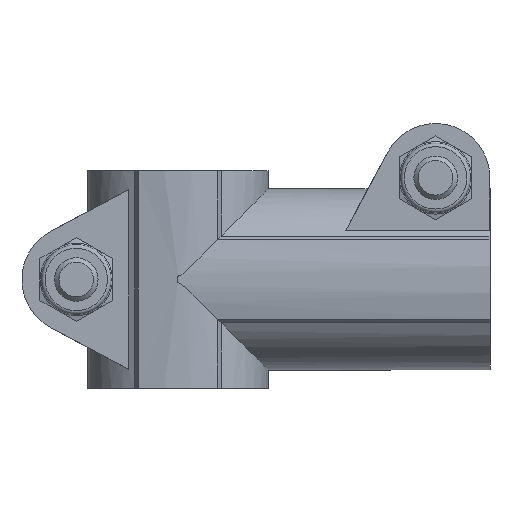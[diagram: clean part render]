
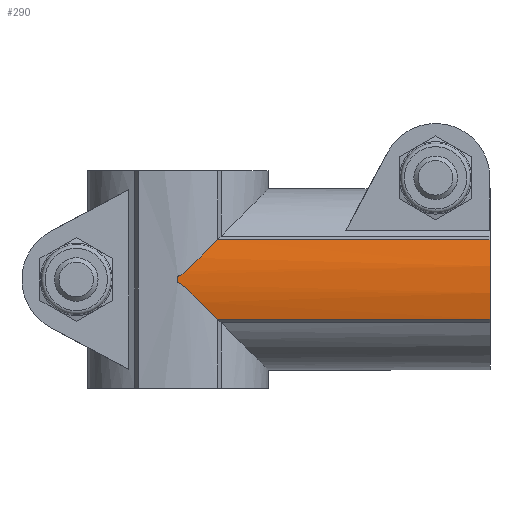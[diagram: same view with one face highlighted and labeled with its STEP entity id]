
A CAD part, front view. The second image highlights one B-rep face of the part: STEP entity #290.
In plain terms, the highlighted cylindrical face has radius 21.5 mm (diameter 43 mm), a partial arc.
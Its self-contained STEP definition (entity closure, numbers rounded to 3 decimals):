
#290 = ADVANCED_FACE( '', ( #718 ), #719, .T. );
#718 = FACE_OUTER_BOUND( '', #1307, .T. );
#719 = CYLINDRICAL_SURFACE( '', #1308, 21.5 );
#1307 = EDGE_LOOP( '', ( #2103, #2104, #2105, #2106, #2107, #2108 ) );
#1308 = AXIS2_PLACEMENT_3D( '', #2109, #2110, #2111 );
#2103 = ORIENTED_EDGE( '', *, *, #3420, .F. );
#2104 = ORIENTED_EDGE( '', *, *, #3421, .T. );
#2105 = ORIENTED_EDGE( '', *, *, #3422, .F. );
#2106 = ORIENTED_EDGE( '', *, *, #3378, .F. );
#2107 = ORIENTED_EDGE( '', *, *, #3423, .F. );
#2108 = ORIENTED_EDGE( '', *, *, #3424, .T. );
#2109 = CARTESIAN_POINT( '', ( 43., 9., 15. ) );
#2110 = DIRECTION( '', ( 1., 0., 0. ) );
#2111 = DIRECTION( '', ( 0., 0., 1. ) );
#3378 = EDGE_CURVE( '', #4049, #4043, #4051, .T. );
#3420 = EDGE_CURVE( '', #4119, #4120, #4121, .T. );
#3421 = EDGE_CURVE( '', #4119, #4122, #4123, .T. );
#3422 = EDGE_CURVE( '', #4043, #4122, #4124, .T. );
#3423 = EDGE_CURVE( '', #4125, #4049, #4126, .T. );
#3424 = EDGE_CURVE( '', #4125, #4120, #4127, .T. );
#4043 = VERTEX_POINT( '', #5091 );
#4049 = VERTEX_POINT( '', #5099 );
#4051 = LINE( '', #5102, #5103 );
#4119 = VERTEX_POINT( '', #5203 );
#4120 = VERTEX_POINT( '', #5204 );
#4121 = B_SPLINE_CURVE_WITH_KNOTS( '', 3, ( #5205, #5206, #5207, #5208, #5209, #5210, #5211, #5212, #5213, #5214, #5215, #5216, #5217, #5218 ), .UNSPECIFIED., .F., .F., ( 4, 2, 2, 2, 2, 2, 4 ), ( 0., 0., 0., 0.001, 0.002, 0.004, 0.008 ), .UNSPECIFIED. );
#4122 = VERTEX_POINT( '', #5219 );
#4123 = B_SPLINE_CURVE_WITH_KNOTS( '', 3, ( #5220, #5221, #5222, #5223 ), .UNSPECIFIED., .F., .F., ( 4, 4 ), ( 0., 1. ), .UNSPECIFIED. );
#4124 = B_SPLINE_CURVE_WITH_KNOTS( '', 3, ( #5224, #5225, #5226, #5227, #5228, #5229, #5230, #5231, #5232, #5233, #5234, #5235, #5236, #5237 ), .UNSPECIFIED., .F., .F., ( 4, 2, 2, 2, 2, 2, 4 ), ( 0., 0.004, 0.006, 0.007, 0.007, 0.007, 0.008 ), .UNSPECIFIED. );
#4125 = VERTEX_POINT( '', #5238 );
#4126 = CIRCLE( '', #5239, 21.5 );
#4127 = LINE( '', #5240, #5241 );
#5091 = CARTESIAN_POINT( '', ( 5.473, -11.787, 9.508 ) );
#5099 = CARTESIAN_POINT( '', ( 43., -11.787, 9.508 ) );
#5102 = CARTESIAN_POINT( '', ( 43., -11.787, 9.508 ) );
#5103 = VECTOR( '', #6109, 1000. );
#5203 = CARTESIAN_POINT( '', ( 0., -12.495, 15.464 ) );
#5204 = CARTESIAN_POINT( '', ( 5.473, -11.787, 20.492 ) );
#5205 = CARTESIAN_POINT( '', ( 0., -12.495, 15.464 ) );
#5206 = CARTESIAN_POINT( '', ( 0.08, -12.495, 15.464 ) );
#5207 = CARTESIAN_POINT( '', ( 0.157, -12.495, 15.485 ) );
#5208 = CARTESIAN_POINT( '', ( 0.301, -12.493, 15.549 ) );
#5209 = CARTESIAN_POINT( '', ( 0.368, -12.492, 15.59 ) );
#5210 = CARTESIAN_POINT( '', ( 0.562, -12.488, 15.722 ) );
#5211 = CARTESIAN_POINT( '', ( 0.683, -12.484, 15.823 ) );
#5212 = CARTESIAN_POINT( '', ( 1.038, -12.471, 16.131 ) );
#5213 = CARTESIAN_POINT( '', ( 1.265, -12.459, 16.346 ) );
#5214 = CARTESIAN_POINT( '', ( 1.944, -12.412, 16.994 ) );
#5215 = CARTESIAN_POINT( '', ( 2.39, -12.366, 17.433 ) );
#5216 = CARTESIAN_POINT( '', ( 3.721, -12.189, 18.747 ) );
#5217 = CARTESIAN_POINT( '', ( 4.6, -12.017, 19.622 ) );
#5218 = CARTESIAN_POINT( '', ( 5.473, -11.787, 20.492 ) );
#5219 = CARTESIAN_POINT( '', ( 0., -12.495, 14.536 ) );
#5220 = CARTESIAN_POINT( '', ( 0., -12.495, 15.464 ) );
#5221 = CARTESIAN_POINT( '', ( 0., -12.502, 15.155 ) );
#5222 = CARTESIAN_POINT( '', ( 0., -12.502, 14.845 ) );
#5223 = CARTESIAN_POINT( '', ( 0., -12.495, 14.536 ) );
#5224 = CARTESIAN_POINT( '', ( 5.473, -11.787, 9.508 ) );
#5225 = CARTESIAN_POINT( '', ( 4.6, -12.017, 10.378 ) );
#5226 = CARTESIAN_POINT( '', ( 3.721, -12.19, 11.254 ) );
#5227 = CARTESIAN_POINT( '', ( 2.389, -12.367, 12.568 ) );
#5228 = CARTESIAN_POINT( '', ( 1.943, -12.412, 13.007 ) );
#5229 = CARTESIAN_POINT( '', ( 1.264, -12.459, 13.655 ) );
#5230 = CARTESIAN_POINT( '', ( 1.037, -12.471, 13.871 ) );
#5231 = CARTESIAN_POINT( '', ( 0.682, -12.485, 14.178 ) );
#5232 = CARTESIAN_POINT( '', ( 0.562, -12.488, 14.278 ) );
#5233 = CARTESIAN_POINT( '', ( 0.367, -12.492, 14.41 ) );
#5234 = CARTESIAN_POINT( '', ( 0.3, -12.493, 14.452 ) );
#5235 = CARTESIAN_POINT( '', ( 0.156, -12.495, 14.515 ) );
#5236 = CARTESIAN_POINT( '', ( 0.079, -12.495, 14.536 ) );
#5237 = CARTESIAN_POINT( '', ( 0., -12.495, 14.536 ) );
#5238 = CARTESIAN_POINT( '', ( 43., -11.787, 20.492 ) );
#5239 = AXIS2_PLACEMENT_3D( '', #6148, #6149, #6150 );
#5240 = CARTESIAN_POINT( '', ( 43., -11.787, 20.492 ) );
#5241 = VECTOR( '', #6151, 1000. );
#6109 = DIRECTION( '', ( -1., 0., 0. ) );
#6148 = CARTESIAN_POINT( '', ( 43., 9., 15. ) );
#6149 = DIRECTION( '', ( 1., 0., 0. ) );
#6150 = DIRECTION( '', ( 0., 0., -1. ) );
#6151 = DIRECTION( '', ( -1., 0., 0. ) );
